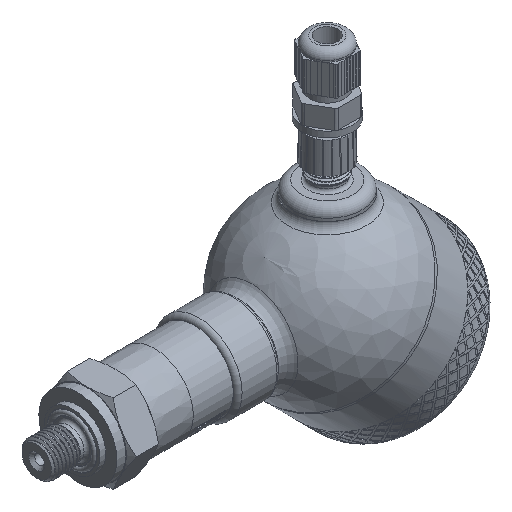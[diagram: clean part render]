
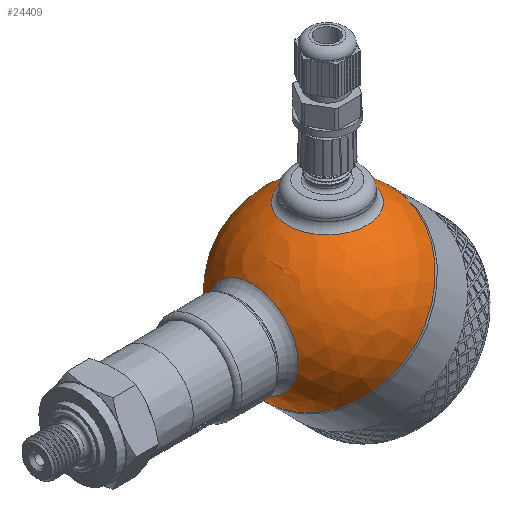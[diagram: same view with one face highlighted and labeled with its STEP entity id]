
A CAD part, isometric view. The second image highlights one B-rep face of the part: STEP entity #24409.
In plain terms, the highlighted spherical face has radius 30 mm.
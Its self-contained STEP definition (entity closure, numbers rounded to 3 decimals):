
#56=SPHERICAL_SURFACE('',#25892,30.);
#1030=FACE_BOUND('',#3497,.T.);
#1031=FACE_BOUND('',#3498,.T.);
#1908=FACE_OUTER_BOUND('',#3496,.T.);
#3496=EDGE_LOOP('',(#17884,#17885,#17886,#17887));
#3497=EDGE_LOOP('',(#17888));
#3498=EDGE_LOOP('',(#17889));
#4936=CIRCLE('',#25815,30.);
#4937=CIRCLE('',#25816,30.);
#4964=CIRCLE('',#25888,13.5);
#4967=CIRCLE('',#25893,30.);
#4968=CIRCLE('',#25894,15.643);
#9592=VERTEX_POINT('',#32808);
#9593=VERTEX_POINT('',#32810);
#10120=VERTEX_POINT('',#39574);
#10122=VERTEX_POINT('',#39581);
#10123=VERTEX_POINT('',#39583);
#12216=EDGE_CURVE('',#9592,#9593,#4936,.T.);
#12217=EDGE_CURVE('',#9593,#9592,#4937,.T.);
#13010=EDGE_CURVE('',#10120,#10120,#4964,.T.);
#13013=EDGE_CURVE('',#9593,#10122,#4967,.T.);
#13014=EDGE_CURVE('',#10123,#10123,#4968,.T.);
#17884=ORIENTED_EDGE('',*,*,#12217,.F.);
#17885=ORIENTED_EDGE('',*,*,#13013,.T.);
#17886=ORIENTED_EDGE('',*,*,#13013,.F.);
#17887=ORIENTED_EDGE('',*,*,#12216,.F.);
#17888=ORIENTED_EDGE('',*,*,#13014,.F.);
#17889=ORIENTED_EDGE('',*,*,#13010,.F.);
#24409=ADVANCED_FACE('',(#1908,#1030,#1031),#56,.T.);
#25815=AXIS2_PLACEMENT_3D('',#32811,#27190,#27191);
#25816=AXIS2_PLACEMENT_3D('',#32812,#27192,#27193);
#25888=AXIS2_PLACEMENT_3D('',#39575,#27614,#27615);
#25892=AXIS2_PLACEMENT_3D('',#39580,#27622,#27623);
#25893=AXIS2_PLACEMENT_3D('',#39582,#27624,#27625);
#25894=AXIS2_PLACEMENT_3D('',#39584,#27626,#27627);
#27190=DIRECTION('center_axis',(1.,0.,0.));
#27191=DIRECTION('ref_axis',(0.,1.,0.));
#27192=DIRECTION('center_axis',(1.,0.,0.));
#27193=DIRECTION('ref_axis',(0.,1.,0.));
#27614=DIRECTION('center_axis',(-0.707,0.,-0.707));
#27615=DIRECTION('ref_axis',(-0.707,0.,0.707));
#27622=DIRECTION('center_axis',(1.,0.,0.));
#27623=DIRECTION('ref_axis',(0.,-1.,0.));
#27624=DIRECTION('center_axis',(0.,0.,1.));
#27625=DIRECTION('ref_axis',(0.,1.,0.));
#27626=DIRECTION('center_axis',(-0.707,0.,0.707));
#27627=DIRECTION('ref_axis',(0.707,0.,0.707));
#32808=CARTESIAN_POINT('',(0.,-30.,0.));
#32810=CARTESIAN_POINT('',(0.,30.,0.));
#32811=CARTESIAN_POINT('Origin',(0.,0.,0.));
#32812=CARTESIAN_POINT('Origin',(0.,0.,0.));
#39574=CARTESIAN_POINT('',(-9.398,0.,-28.49));
#39575=CARTESIAN_POINT('Origin',(-18.944,0.,-18.944));
#39580=CARTESIAN_POINT('Origin',(0.,0.,0.));
#39581=CARTESIAN_POINT('',(-30.,0.,0.));
#39582=CARTESIAN_POINT('Origin',(0.,0.,0.));
#39583=CARTESIAN_POINT('',(-29.162,0.,7.04));
#39584=CARTESIAN_POINT('Origin',(-18.101,0.,18.101));
